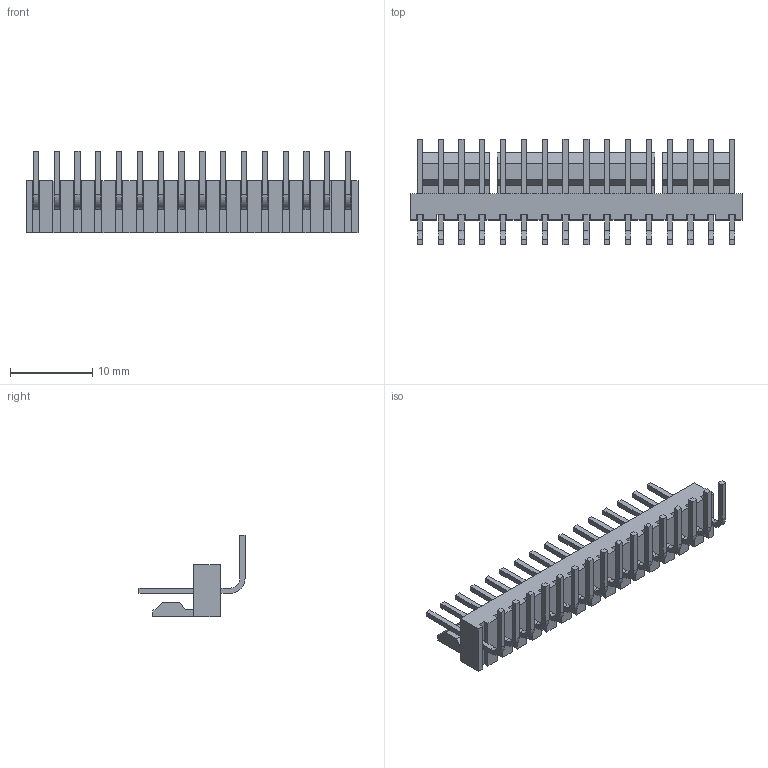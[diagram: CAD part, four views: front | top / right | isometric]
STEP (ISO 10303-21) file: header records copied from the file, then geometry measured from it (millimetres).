
FILE_DESCRIPTION((''),'2;1');
FILE_NAME('022053161','2013-12-23T',('me'),(''),'PRO/ENGINEER BY PARAMETRIC TECHNOLOGY CORPORATION, 2011490','PRO/ENGINEER BY PARAMETRIC TECHNOLOGY CORPORATION, 2011490','');
FILE_SCHEMA(('CONFIG_CONTROL_DESIGN'));
Length unit declared in the file: inch
Products named in the file (1): 022053161
Bounding box: 40.49 x 12.93 x 9.93 mm (x, y, z)
Volume: 1116.5 mm3; surface area: 2006.7 mm2
Topology: 1 solids, 1 shells, 315 faces, 875 edges, 594 vertices
Faces by surface type: plane 283, cylinder 32
Entity records: 9974 total; most frequent: CARTESIAN_POINT 1754, ORIENTED_EDGE 1686, DIRECTION 1605, EDGE_CURVE 843, VECTOR 779, LINE 779, VERTEX_POINT 562, AXIS2_PLACEMENT_3D 413
